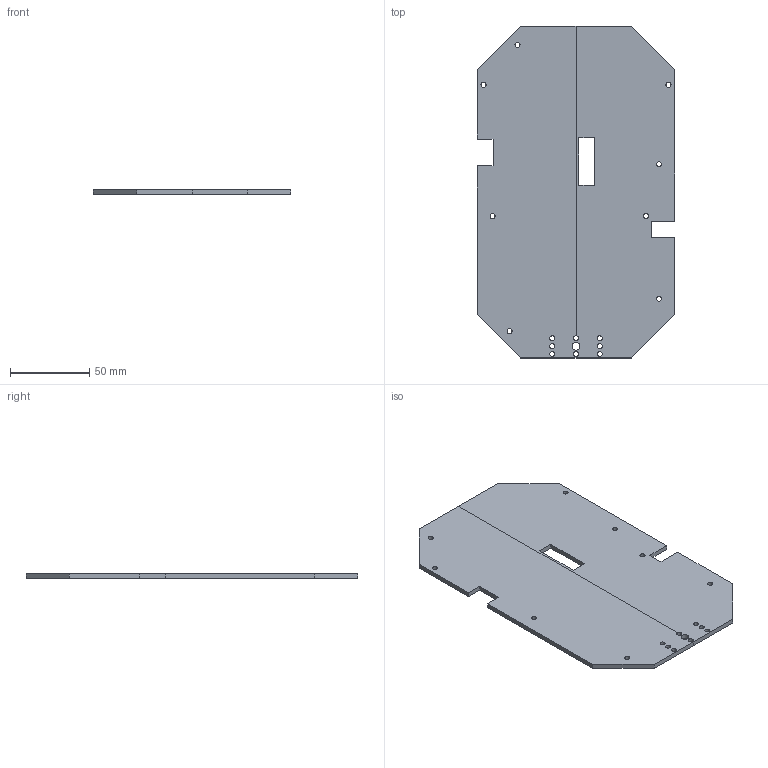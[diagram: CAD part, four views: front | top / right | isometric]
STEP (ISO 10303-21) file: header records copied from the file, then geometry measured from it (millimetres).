
FILE_DESCRIPTION(('FreeCAD Model'),'2;1');
FILE_NAME('Open CASCADE Shape Model','2023-01-14T22:25:06',(''),(''), 'Open CASCADE STEP processor 7.6','FreeCAD','Unknown');
FILE_SCHEMA(('AUTOMOTIVE_DESIGN { 1 0 10303 214 1 1 1 1 }'));
Length unit declared in the file: millimetre
Products named in the file (1): CarrierBoard
Bounding box: 125 x 210 x 3 mm (x, y, z)
Volume: 71907.6 mm3; surface area: 50674.7 mm2
Topology: 1 solids, 1 shells, 43 faces, 137 edges, 90 vertices
Faces by surface type: plane 26, cylinder 17
Full cylindrical faces by diameter (mm): 3.2 x16, 5 x1
Entity records: 1619 total; most frequent: ORIENTED_EDGE 274, CARTESIAN_POINT 271, DIRECTION 271, EDGE_CURVE 137, LINE 91, VECTOR 91, AXIS2_PLACEMENT_3D 90, VERTEX_POINT 90
